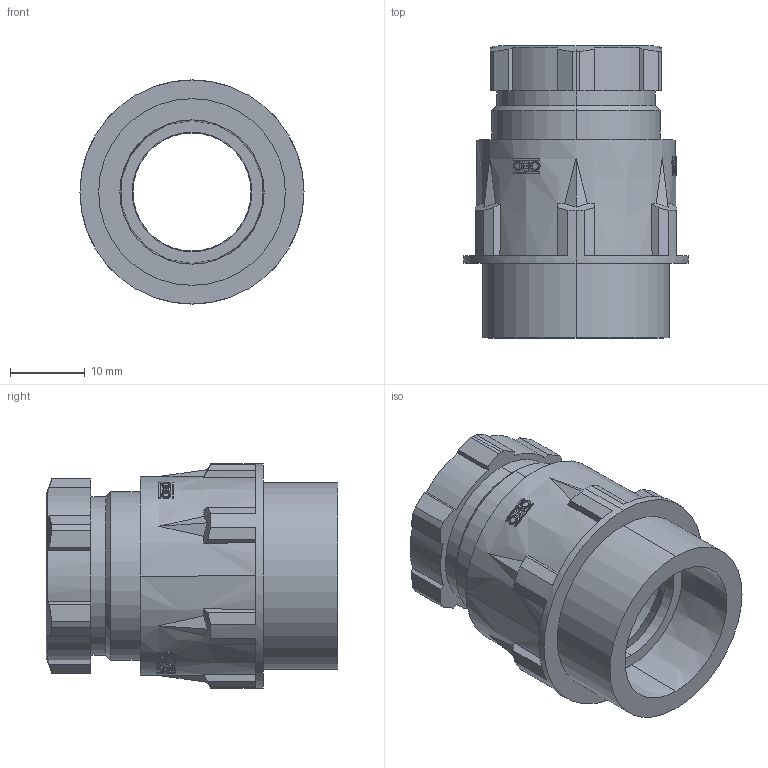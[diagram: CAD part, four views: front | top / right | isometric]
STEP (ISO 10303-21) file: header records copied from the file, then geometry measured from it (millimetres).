
FILE_DESCRIPTION((''),'2;1');
FILE_NAME('DOCUMENT_A_ASM','2016-02-26T',('AndreasKeweloh'),(''),'CREO PARAMETRIC BY PTC INC, 2015290','CREO PARAMETRIC BY PTC INC, 2015290','');
FILE_SCHEMA(('CONFIG_CONTROL_DESIGN'));
Length unit declared in the file: millimetre
Products named in the file (4): WRAP1; BREP_1; BLOCK_02_A_ASM; DOCUMENT_A_ASM
Assembly tree (3 placements, depth 3):
  DOCUMENT_A_ASM
    BLOCK_02_A_ASM
      WRAP1
      BREP_1
Bounding box: 30 x 39.09 x 30 mm (x, y, z)
Volume: 9928 mm3; surface area: 7638.5 mm2
Topology: 2 solids, 2 shells, 265 faces, 731 edges, 491 vertices
Faces by surface type: plane 134, extrusion 53, cylinder 49, cone 28, bspline 1
Entity records: 9854 total; most frequent: CARTESIAN_POINT 3324, ORIENTED_EDGE 1462, DIRECTION 1123, EDGE_CURVE 731, VERTEX_POINT 491, AXIS2_PLACEMENT_3D 388, VECTOR 347, B_SPLINE_CURVE_WITH_KNOTS 322
